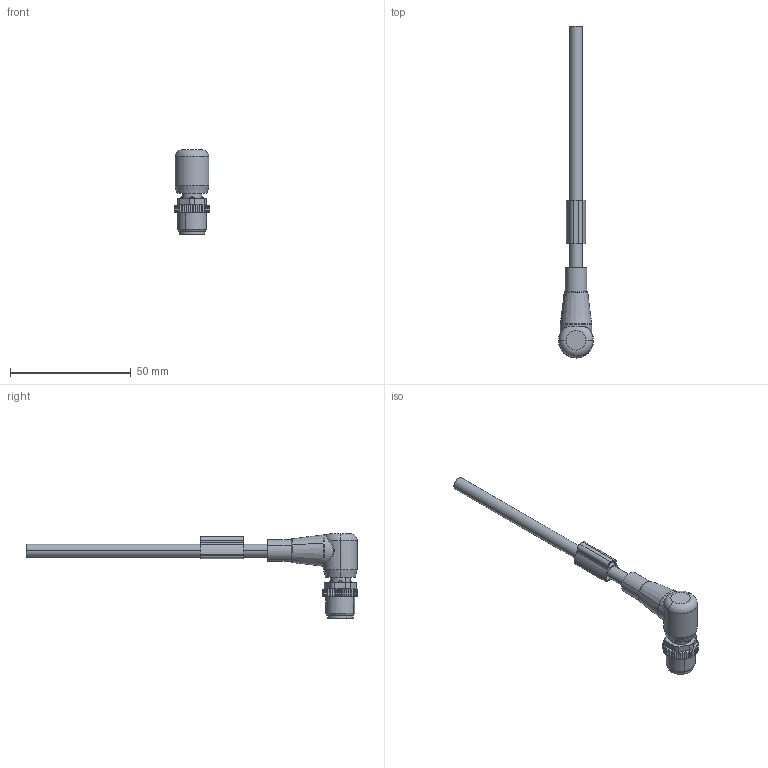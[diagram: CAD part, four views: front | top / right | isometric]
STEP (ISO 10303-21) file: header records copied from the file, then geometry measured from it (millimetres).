
FILE_DESCRIPTION(('CATIA V5 STEP Exchange','CAx-IF Rec.Pracs.--- Model Styling and Organization---1.4--- 2014-01-23'),'2;1');
FILE_NAME ('026653-6_0_1925520150_1925520150.stp','2020-04-13T16:59:25+00:00',('none'),('Weidmueller'),'CATIA Version 5-6 Release 2016 SP3 HF44','CATIA V5 STEP AP214','none');
FILE_SCHEMA(('AUTOMOTIVE_DESIGN { 1 0 10303 214 1 1 1 1 }'));
Length unit declared in the file: millimetre
Products named in the file (1): 1925520150
Bounding box: 14.6 x 137.26 x 35 mm (x, y, z)
Volume: 8846.9 mm3; surface area: 7688.2 mm2
Topology: 9 solids, 9 shells, 609 faces, 1525 edges, 954 vertices
Faces by surface type: plane 225, cylinder 197, cone 86, torus 84, sphere 10, bspline 7
Entity records: 17661 total; most frequent: CARTESIAN_POINT 4704, ORIENTED_EDGE 3014, DIRECTION 1977, EDGE_CURVE 1507, AXIS2_PLACEMENT_3D 991, VERTEX_POINT 954, EDGE_LOOP 669, CIRCLE 610
